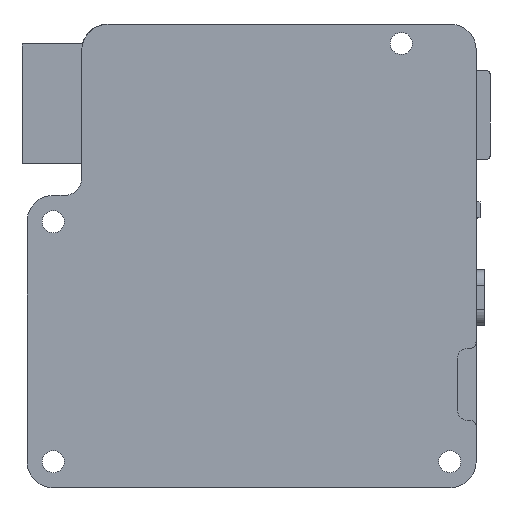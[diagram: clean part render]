
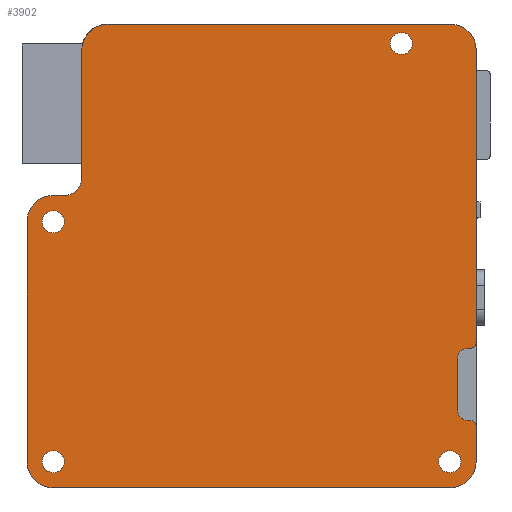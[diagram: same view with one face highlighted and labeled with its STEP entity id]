
A CAD part, left-side view. The second image highlights one B-rep face of the part: STEP entity #3902.
In plain terms, the highlighted planar face has unit normal (-1, 0, 0).
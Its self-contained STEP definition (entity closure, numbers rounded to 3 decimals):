
#103=FACE_BOUND('',#619,.T.);
#104=FACE_BOUND('',#620,.T.);
#105=FACE_BOUND('',#621,.T.);
#106=FACE_BOUND('',#622,.T.);
#107=FACE_BOUND('',#623,.T.);
#108=FACE_BOUND('',#624,.T.);
#109=FACE_BOUND('',#625,.T.);
#162=CIRCLE('',#4146,0.006);
#163=CIRCLE('',#4148,0.006);
#164=CIRCLE('',#4150,1.38);
#165=CIRCLE('',#4152,0.006);
#166=CIRCLE('',#4154,1.38);
#167=CIRCLE('',#4156,1.38);
#168=CIRCLE('',#4158,1.38);
#169=CIRCLE('',#4161,2.191);
#170=CIRCLE('',#4164,3.302);
#171=CIRCLE('',#4167,3.302);
#172=CIRCLE('',#4170,3.302);
#173=CIRCLE('',#4173,0.787);
#174=CIRCLE('',#4176,1.194);
#175=CIRCLE('',#4179,1.194);
#176=CIRCLE('',#4182,0.8);
#177=CIRCLE('',#4185,3.215);
#178=CIRCLE('',#4188,3.302);
#382=FACE_OUTER_BOUND('',#618,.T.);
#618=EDGE_LOOP('',(#3500,#3501,#3502,#3503,#3504,#3505,#3506,#3507,#3508,
#3509,#3510,#3511,#3512,#3513,#3514,#3515,#3516,#3517,#3518,#3519));
#619=EDGE_LOOP('',(#3520));
#620=EDGE_LOOP('',(#3521));
#621=EDGE_LOOP('',(#3522));
#622=EDGE_LOOP('',(#3523));
#623=EDGE_LOOP('',(#3524));
#624=EDGE_LOOP('',(#3525));
#625=EDGE_LOOP('',(#3526));
#1064=LINE('',#6224,#1532);
#1068=LINE('',#6233,#1536);
#1071=LINE('',#6241,#1539);
#1074=LINE('',#6249,#1542);
#1077=LINE('',#6257,#1545);
#1080=LINE('',#6265,#1548);
#1083=LINE('',#6273,#1551);
#1086=LINE('',#6281,#1554);
#1089=LINE('',#6289,#1557);
#1092=LINE('',#6297,#1560);
#1532=VECTOR('',#5116,10.);
#1536=VECTOR('',#5126,10.);
#1539=VECTOR('',#5135,10.);
#1542=VECTOR('',#5144,10.);
#1545=VECTOR('',#5153,10.);
#1548=VECTOR('',#5162,10.);
#1551=VECTOR('',#5171,10.);
#1554=VECTOR('',#5180,10.);
#1557=VECTOR('',#5189,10.);
#1560=VECTOR('',#5198,10.);
#1889=VERTEX_POINT('',#6194);
#1890=VERTEX_POINT('',#6198);
#1891=VERTEX_POINT('',#6202);
#1892=VERTEX_POINT('',#6206);
#1893=VERTEX_POINT('',#6210);
#1894=VERTEX_POINT('',#6214);
#1895=VERTEX_POINT('',#6218);
#1896=VERTEX_POINT('',#6222);
#1897=VERTEX_POINT('',#6223);
#1898=VERTEX_POINT('',#6228);
#1899=VERTEX_POINT('',#6232);
#1900=VERTEX_POINT('',#6236);
#1901=VERTEX_POINT('',#6240);
#1902=VERTEX_POINT('',#6244);
#1903=VERTEX_POINT('',#6248);
#1904=VERTEX_POINT('',#6252);
#1905=VERTEX_POINT('',#6256);
#1906=VERTEX_POINT('',#6260);
#1907=VERTEX_POINT('',#6264);
#1908=VERTEX_POINT('',#6268);
#1909=VERTEX_POINT('',#6272);
#1910=VERTEX_POINT('',#6276);
#1911=VERTEX_POINT('',#6280);
#1912=VERTEX_POINT('',#6284);
#1913=VERTEX_POINT('',#6288);
#1914=VERTEX_POINT('',#6292);
#1915=VERTEX_POINT('',#6296);
#2400=EDGE_CURVE('',#1889,#1889,#162,.T.);
#2402=EDGE_CURVE('',#1890,#1890,#163,.T.);
#2404=EDGE_CURVE('',#1891,#1891,#164,.T.);
#2406=EDGE_CURVE('',#1892,#1892,#165,.T.);
#2408=EDGE_CURVE('',#1893,#1893,#166,.T.);
#2410=EDGE_CURVE('',#1894,#1894,#167,.T.);
#2412=EDGE_CURVE('',#1895,#1895,#168,.T.);
#2413=EDGE_CURVE('',#1896,#1897,#1064,.T.);
#2416=EDGE_CURVE('',#1896,#1898,#169,.T.);
#2418=EDGE_CURVE('',#1899,#1898,#1068,.T.);
#2420=EDGE_CURVE('',#1900,#1899,#170,.T.);
#2422=EDGE_CURVE('',#1901,#1900,#1071,.T.);
#2424=EDGE_CURVE('',#1902,#1901,#171,.T.);
#2426=EDGE_CURVE('',#1903,#1902,#1074,.T.);
#2428=EDGE_CURVE('',#1904,#1903,#172,.T.);
#2430=EDGE_CURVE('',#1905,#1904,#1077,.T.);
#2432=EDGE_CURVE('',#1906,#1905,#173,.T.);
#2434=EDGE_CURVE('',#1907,#1906,#1080,.T.);
#2436=EDGE_CURVE('',#1907,#1908,#174,.T.);
#2438=EDGE_CURVE('',#1909,#1908,#1083,.T.);
#2440=EDGE_CURVE('',#1909,#1910,#175,.T.);
#2442=EDGE_CURVE('',#1911,#1910,#1086,.T.);
#2444=EDGE_CURVE('',#1912,#1911,#176,.T.);
#2446=EDGE_CURVE('',#1913,#1912,#1089,.T.);
#2448=EDGE_CURVE('',#1914,#1913,#177,.T.);
#2450=EDGE_CURVE('',#1915,#1914,#1092,.T.);
#2452=EDGE_CURVE('',#1897,#1915,#178,.T.);
#3500=ORIENTED_EDGE('',*,*,#2452,.F.);
#3501=ORIENTED_EDGE('',*,*,#2413,.F.);
#3502=ORIENTED_EDGE('',*,*,#2416,.T.);
#3503=ORIENTED_EDGE('',*,*,#2418,.F.);
#3504=ORIENTED_EDGE('',*,*,#2420,.F.);
#3505=ORIENTED_EDGE('',*,*,#2422,.F.);
#3506=ORIENTED_EDGE('',*,*,#2424,.F.);
#3507=ORIENTED_EDGE('',*,*,#2426,.F.);
#3508=ORIENTED_EDGE('',*,*,#2428,.F.);
#3509=ORIENTED_EDGE('',*,*,#2430,.F.);
#3510=ORIENTED_EDGE('',*,*,#2432,.F.);
#3511=ORIENTED_EDGE('',*,*,#2434,.F.);
#3512=ORIENTED_EDGE('',*,*,#2436,.T.);
#3513=ORIENTED_EDGE('',*,*,#2438,.F.);
#3514=ORIENTED_EDGE('',*,*,#2440,.T.);
#3515=ORIENTED_EDGE('',*,*,#2442,.F.);
#3516=ORIENTED_EDGE('',*,*,#2444,.F.);
#3517=ORIENTED_EDGE('',*,*,#2446,.F.);
#3518=ORIENTED_EDGE('',*,*,#2448,.F.);
#3519=ORIENTED_EDGE('',*,*,#2450,.F.);
#3520=ORIENTED_EDGE('',*,*,#2412,.T.);
#3521=ORIENTED_EDGE('',*,*,#2410,.T.);
#3522=ORIENTED_EDGE('',*,*,#2408,.T.);
#3523=ORIENTED_EDGE('',*,*,#2406,.T.);
#3524=ORIENTED_EDGE('',*,*,#2404,.F.);
#3525=ORIENTED_EDGE('',*,*,#2402,.F.);
#3526=ORIENTED_EDGE('',*,*,#2400,.F.);
#3698=PLANE('',#4189);
#3902=ADVANCED_FACE('',(#382,#103,#104,#105,#106,#107,#108,#109),#3698,
 .F.);
#4146=AXIS2_PLACEMENT_3D('',#6196,#5082,#5083);
#4148=AXIS2_PLACEMENT_3D('',#6200,#5087,#5088);
#4150=AXIS2_PLACEMENT_3D('',#6204,#5092,#5093);
#4152=AXIS2_PLACEMENT_3D('',#6208,#5097,#5098);
#4154=AXIS2_PLACEMENT_3D('',#6212,#5102,#5103);
#4156=AXIS2_PLACEMENT_3D('',#6216,#5107,#5108);
#4158=AXIS2_PLACEMENT_3D('',#6220,#5112,#5113);
#4161=AXIS2_PLACEMENT_3D('',#6229,#5121,#5122);
#4164=AXIS2_PLACEMENT_3D('',#6237,#5130,#5131);
#4167=AXIS2_PLACEMENT_3D('',#6245,#5139,#5140);
#4170=AXIS2_PLACEMENT_3D('',#6253,#5148,#5149);
#4173=AXIS2_PLACEMENT_3D('',#6261,#5157,#5158);
#4176=AXIS2_PLACEMENT_3D('',#6269,#5166,#5167);
#4179=AXIS2_PLACEMENT_3D('',#6277,#5175,#5176);
#4182=AXIS2_PLACEMENT_3D('',#6285,#5184,#5185);
#4185=AXIS2_PLACEMENT_3D('',#6293,#5193,#5194);
#4188=AXIS2_PLACEMENT_3D('',#6300,#5202,#5203);
#4189=AXIS2_PLACEMENT_3D('',#6301,#5204,#5205);
#5082=DIRECTION('center_axis',(-1.,0.,0.));
#5083=DIRECTION('ref_axis',(0.,0.,1.));
#5087=DIRECTION('center_axis',(-1.,0.,0.));
#5088=DIRECTION('ref_axis',(0.,0.,1.));
#5092=DIRECTION('center_axis',(-1.,0.,0.));
#5093=DIRECTION('ref_axis',(0.,0.,1.));
#5097=DIRECTION('center_axis',(1.,0.,0.));
#5098=DIRECTION('ref_axis',(0.,0.,-1.));
#5102=DIRECTION('center_axis',(1.,0.,0.));
#5103=DIRECTION('ref_axis',(0.,0.,-1.));
#5107=DIRECTION('center_axis',(1.,0.,0.));
#5108=DIRECTION('ref_axis',(0.,0.,-1.));
#5112=DIRECTION('center_axis',(1.,0.,0.));
#5113=DIRECTION('ref_axis',(0.,0.,-1.));
#5116=DIRECTION('',(0.,0.,1.));
#5121=DIRECTION('center_axis',(1.,0.,0.));
#5122=DIRECTION('ref_axis',(0.,-1.,0.));
#5126=DIRECTION('',(0.,-1.,0.));
#5130=DIRECTION('center_axis',(1.,0.,0.));
#5131=DIRECTION('ref_axis',(0.,1.,0.));
#5135=DIRECTION('',(0.,0.,1.));
#5139=DIRECTION('center_axis',(1.,0.,0.));
#5140=DIRECTION('ref_axis',(0.,0.,-1.));
#5144=DIRECTION('',(0.,1.,0.));
#5148=DIRECTION('center_axis',(1.,0.,0.));
#5149=DIRECTION('ref_axis',(0.,-1.,-0.007));
#5153=DIRECTION('',(0.,0.,-1.));
#5157=DIRECTION('center_axis',(1.,0.,0.));
#5158=DIRECTION('ref_axis',(0.,0.,1.));
#5162=DIRECTION('',(0.,-1.,0.));
#5166=DIRECTION('center_axis',(1.,0.,0.));
#5167=DIRECTION('ref_axis',(0.,0.,-1.));
#5171=DIRECTION('',(0.,0.,-1.));
#5175=DIRECTION('center_axis',(1.,0.,0.));
#5176=DIRECTION('ref_axis',(0.,1.,0.));
#5180=DIRECTION('',(0.,1.,0.));
#5184=DIRECTION('center_axis',(1.,0.,0.));
#5185=DIRECTION('ref_axis',(0.,-1.,0.));
#5189=DIRECTION('',(0.,0.,-1.));
#5193=DIRECTION('center_axis',(1.,0.,0.));
#5194=DIRECTION('ref_axis',(0.,0.,1.));
#5198=DIRECTION('',(0.,-1.,0.));
#5202=DIRECTION('center_axis',(1.,0.,0.));
#5203=DIRECTION('ref_axis',(0.,1.,0.));
#5204=DIRECTION('center_axis',(1.,0.,0.));
#5205=DIRECTION('ref_axis',(0.,0.,-1.));
#6194=CARTESIAN_POINT('',(0.,2.696,-42.444));
#6196=CARTESIAN_POINT('Origin',(0.,2.696,-42.437));
#6198=CARTESIAN_POINT('',(0.,2.696,-49.048));
#6200=CARTESIAN_POINT('Origin',(0.,2.696,-49.041));
#6202=CARTESIAN_POINT('',(0.,3.674,-56.802));
#6204=CARTESIAN_POINT('Origin',(0.,3.674,-55.422));
#6206=CARTESIAN_POINT('',(0.,0.385,-40.45));
#6208=CARTESIAN_POINT('Origin',(0.,0.385,-40.456));
#6210=CARTESIAN_POINT('',(0.,53.414,-54.042));
#6212=CARTESIAN_POINT('Origin',(0.,53.414,-55.422));
#6214=CARTESIAN_POINT('',(0.,53.414,-23.95));
#6216=CARTESIAN_POINT('Origin',(0.,53.414,-25.33));
#6218=CARTESIAN_POINT('',(0.,9.758,-1.591));
#6220=CARTESIAN_POINT('Origin',(0.,9.758,-2.971));
#6222=CARTESIAN_POINT('',(0.,49.844,-19.837));
#6223=CARTESIAN_POINT('',(0.,49.844,-3.835));
#6224=CARTESIAN_POINT('',(0.,49.844,-19.837));
#6228=CARTESIAN_POINT('',(0.,52.035,-22.028));
#6229=CARTESIAN_POINT('Origin',(0.,52.035,-19.837));
#6232=CARTESIAN_POINT('',(0.,53.414,-22.028));
#6233=CARTESIAN_POINT('',(0.,53.414,-22.028));
#6236=CARTESIAN_POINT('',(0.,56.717,-25.33));
#6237=CARTESIAN_POINT('Origin',(0.,53.414,-25.33));
#6240=CARTESIAN_POINT('',(0.,56.717,-55.422));
#6241=CARTESIAN_POINT('',(0.,56.717,-55.422));
#6244=CARTESIAN_POINT('',(0.,53.414,-58.724));
#6245=CARTESIAN_POINT('Origin',(0.,53.414,-55.422));
#6248=CARTESIAN_POINT('',(0.,3.674,-58.724));
#6249=CARTESIAN_POINT('',(0.,3.674,-58.724));
#6252=CARTESIAN_POINT('',(0.,0.372,-55.445));
#6253=CARTESIAN_POINT('Origin',(0.,3.674,-55.422));
#6256=CARTESIAN_POINT('',(0.,0.372,-51.022));
#6257=CARTESIAN_POINT('',(0.,0.372,-51.022));
#6260=CARTESIAN_POINT('',(0.,1.16,-50.235));
#6261=CARTESIAN_POINT('Origin',(0.,1.16,-51.022));
#6264=CARTESIAN_POINT('',(0.,1.49,-50.235));
#6265=CARTESIAN_POINT('',(0.,1.49,-50.235));
#6268=CARTESIAN_POINT('',(0.,2.684,-49.041));
#6269=CARTESIAN_POINT('Origin',(0.,1.49,-49.041));
#6272=CARTESIAN_POINT('',(0.,2.684,-42.437));
#6273=CARTESIAN_POINT('',(0.,2.684,-42.437));
#6276=CARTESIAN_POINT('',(0.,1.49,-41.243));
#6277=CARTESIAN_POINT('Origin',(0.,1.49,-42.437));
#6280=CARTESIAN_POINT('',(0.,1.172,-41.243));
#6281=CARTESIAN_POINT('',(0.,1.172,-41.243));
#6284=CARTESIAN_POINT('',(0.,0.372,-40.443));
#6285=CARTESIAN_POINT('Origin',(0.,1.172,-40.443));
#6288=CARTESIAN_POINT('',(0.,0.372,-3.748));
#6289=CARTESIAN_POINT('',(0.,0.372,-3.748));
#6292=CARTESIAN_POINT('',(0.,3.587,-0.533));
#6293=CARTESIAN_POINT('Origin',(0.,3.587,-3.748));
#6296=CARTESIAN_POINT('',(0.,46.542,-0.533));
#6297=CARTESIAN_POINT('',(0.,46.542,-0.533));
#6300=CARTESIAN_POINT('Origin',(0.,46.542,-3.835));
#6301=CARTESIAN_POINT('Origin',(0.,28.544,-29.629));
